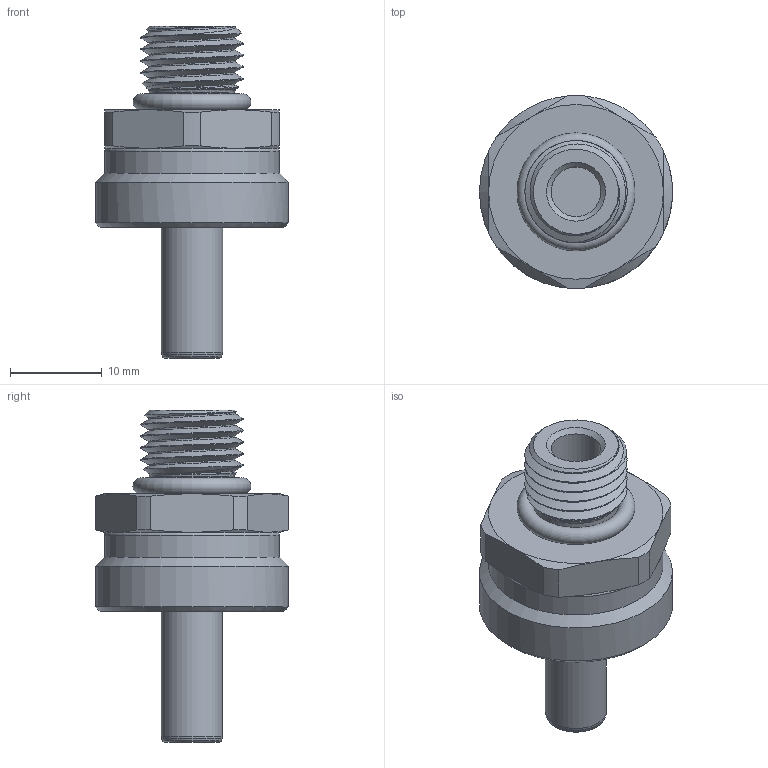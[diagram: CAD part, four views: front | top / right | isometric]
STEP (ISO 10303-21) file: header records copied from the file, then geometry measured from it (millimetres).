
FILE_DESCRIPTION( ('This file contains a STEP AP42 implementation' ,'as created by ZW3D STEP Interface translator.' ,'') ,'2;1' );
FILE_NAME( 'UQDB 02P U716M.stp' ,'25 2 8.133434', (''), ('ZWCAD Software Co.'), 'Version 1.0', 'ZW3D to STEP translator', '' );
FILE_SCHEMA(('AUTOMOTIVE_DESIGN { 1 0 10303 214 1 1 1 1 }'));
Length unit declared in the file: millimetre
Products named in the file (1): 0
Bounding box: 21 x 21 x 36.1 mm (x, y, z)
Volume: 5033.7 mm3; surface area: 2676.6 mm2
Topology: 1 solids, 2 shells, 100 faces, 262 edges, 172 vertices
Faces by surface type: cylinder 42, torus 20, cone 20, plane 16, bspline 2
Full cylindrical faces by diameter (mm): 3.63 x1, 5.4 x1, 6.65 x1, 9.25 x2, 9.37 x5, 10.095 x1, 11.12 x3, 19 x1, 21 x1
Entity records: 4055 total; most frequent: CARTESIAN_POINT 1495, ORIENTED_EDGE 524, DIRECTION 505, EDGE_CURVE 262, AXIS2_PLACEMENT_3D 226, VERTEX_POINT 172, CIRCLE 127, EDGE_LOOP 108
